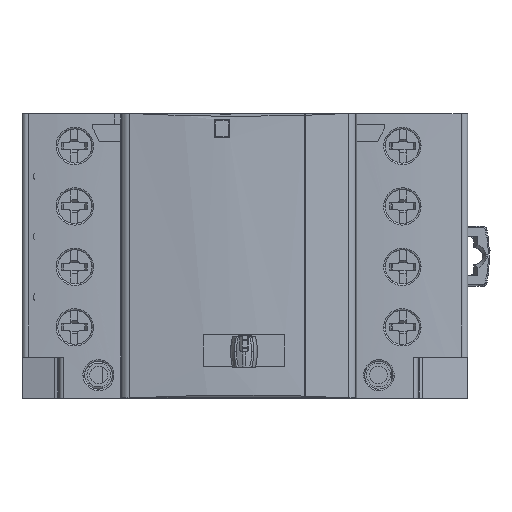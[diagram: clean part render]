
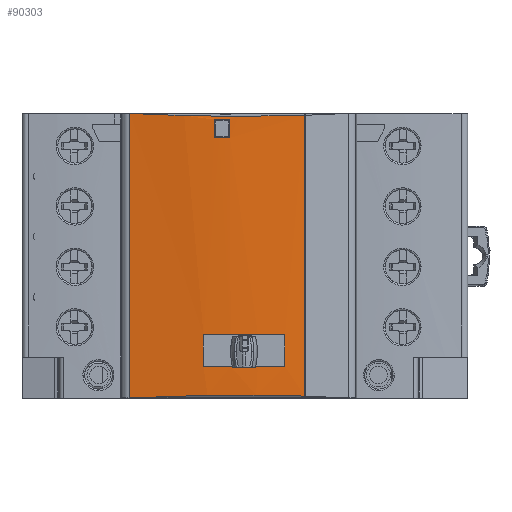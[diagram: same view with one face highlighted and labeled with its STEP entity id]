
A CAD part, top view. The second image highlights one B-rep face of the part: STEP entity #90303.
In plain terms, the highlighted cylindrical face has radius 127.562 mm (diameter 255.125 mm), a partial arc.
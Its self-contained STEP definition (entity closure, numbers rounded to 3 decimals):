
#53984=CARTESIAN_POINT('',(32.609,-6.405,
-146.634));
#53985=DIRECTION('',(0.,1.,0.));
#53986=DIRECTION('',(0.162,0.,0.987));
#53987=AXIS2_PLACEMENT_3D('',#53984,#53985,#53986);
#54101=CARTESIAN_POINT('',(20.063,-6.061,
-19.69));
#54102=CARTESIAN_POINT('',(21.452,-6.016,
-19.553));
#54103=CARTESIAN_POINT('',(24.234,-5.942,
-19.324));
#54104=CARTESIAN_POINT('',(28.42,-5.875,
-19.118));
#54105=CARTESIAN_POINT('',(31.212,-5.86,
-19.072));
#54106=CARTESIAN_POINT('',(32.609,-5.86,
-19.072));
#54108=CARTESIAN_POINT('',(32.609,-5.86,
-19.072));
#54109=CARTESIAN_POINT('',(34.913,-5.86,
-19.072));
#54110=CARTESIAN_POINT('',(39.514,-5.901,
-19.196));
#54111=CARTESIAN_POINT('',(46.402,-6.083,
-19.757));
#54112=CARTESIAN_POINT('',(50.958,-6.284,
-20.377));
#54113=CARTESIAN_POINT('',(53.229,-6.405,
-20.749));
#54160=CARTESIAN_POINT('',(53.229,47.695,
-20.749));
#54161=CARTESIAN_POINT('',(50.491,47.549,
-20.301));
#54162=CARTESIAN_POINT('',(44.997,47.316,
-19.584));
#54163=CARTESIAN_POINT('',(36.687,47.141,
-19.046));
#54164=CARTESIAN_POINT('',(28.358,47.143,
-19.052));
#54165=CARTESIAN_POINT('',(22.826,47.262,
-19.417));
#54166=CARTESIAN_POINT('',(20.063,47.351,
-19.69));
#54268=CARTESIAN_POINT('',(32.609,47.695,
-146.634));
#54269=DIRECTION('',(0.,-1.,0.));
#54270=DIRECTION('',(0.163,0.,0.987));
#54271=AXIS2_PLACEMENT_3D('',#54268,#54269,#54270);
#61868=DIRECTION('',(0.,1.,0.));
#61869=VECTOR('',#61868,54.1);
#61870=CARTESIAN_POINT('',(53.435,-6.405,
-20.783));
#61871=LINE('',#61870,#61869);
#61876=DIRECTION('',(0.,1.,0.));
#61877=VECTOR('',#61876,53.412);
#61878=CARTESIAN_POINT('',(20.063,-6.061,
-19.69));
#61879=LINE('',#61878,#61877);
#61880=DIRECTION('',(0.,1.,0.));
#61881=VECTOR('',#61880,3.5);
#61882=CARTESIAN_POINT('',(37.26,-5.255,
-19.156));
#61883=LINE('',#61882,#61881);
#61884=DIRECTION('',(0.,-1.,0.));
#61885=VECTOR('',#61884,3.5);
#61886=CARTESIAN_POINT('',(34.249,-1.755,
-19.082));
#61887=LINE('',#61886,#61885);
#61888=DIRECTION('',(0.,-1.,0.));
#61889=VECTOR('',#61888,6.);
#61890=CARTESIAN_POINT('',(39.282,41.695,
-19.246));
#61891=LINE('',#61890,#61889);
#61892=CARTESIAN_POINT('',(32.609,41.695,
-146.634));
#61893=DIRECTION('',(0.,-1.,0.));
#61894=DIRECTION('',(0.052,0.,0.999));
#61895=AXIS2_PLACEMENT_3D('',#61892,#61893,#61894);
#61897=DIRECTION('',(0.,-1.,0.));
#61898=VECTOR('',#61897,6.);
#61899=CARTESIAN_POINT('',(23.782,41.695,
-19.377));
#61900=LINE('',#61899,#61898);
#61901=CARTESIAN_POINT('',(32.609,35.695,
-146.634));
#61902=DIRECTION('',(0.,-1.,0.));
#61903=DIRECTION('',(0.052,0.,0.999));
#61904=AXIS2_PLACEMENT_3D('',#61901,#61902,#61903);
#61932=CARTESIAN_POINT('',(32.609,-5.255,
-146.634));
#61933=DIRECTION('',(0.,-1.,0.));
#61934=DIRECTION('',(0.036,0.,0.999));
#61935=AXIS2_PLACEMENT_3D('',#61932,#61933,#61934);
#61949=CARTESIAN_POINT('',(32.609,-1.755,
-146.634));
#61950=DIRECTION('',(0.,1.,0.));
#61951=DIRECTION('',(0.013,0.,1.));
#61952=AXIS2_PLACEMENT_3D('',#61949,#61950,#61951);
#67872=CARTESIAN_POINT('',(53.229,47.695,
-20.749));
#67874=VERTEX_POINT('',#67872);
#67913=CARTESIAN_POINT('',(53.435,47.695,
-20.783));
#67914=VERTEX_POINT('',#67913);
#67915=VERTEX_POINT('',#54166);
#67944=CARTESIAN_POINT('',(20.063,-6.061,
-19.69));
#67945=VERTEX_POINT('',#67944);
#67946=VERTEX_POINT('',#54108);
#67947=VERTEX_POINT('',#54113);
#67948=CARTESIAN_POINT('',(53.435,-6.405,
-20.783));
#67949=VERTEX_POINT('',#67948);
#68046=CARTESIAN_POINT('',(37.26,-5.255,
-19.156));
#68047=CARTESIAN_POINT('',(34.249,-5.255,
-19.082));
#68048=VERTEX_POINT('',#68046);
#68049=VERTEX_POINT('',#68047);
#68050=CARTESIAN_POINT('',(37.26,-1.755,
-19.156));
#68051=VERTEX_POINT('',#68050);
#68052=CARTESIAN_POINT('',(34.249,-1.755,
-19.082));
#68053=VERTEX_POINT('',#68052);
#70440=CARTESIAN_POINT('',(39.282,41.695,
-19.246));
#70441=CARTESIAN_POINT('',(39.282,35.695,
-19.246));
#70442=VERTEX_POINT('',#70440);
#70443=VERTEX_POINT('',#70441);
#70444=CARTESIAN_POINT('',(23.782,35.695,
-19.377));
#70445=VERTEX_POINT('',#70444);
#70446=CARTESIAN_POINT('',(23.782,41.695,
-19.377));
#70447=VERTEX_POINT('',#70446);
#90268=CARTESIAN_POINT('',(32.609,47.745,
-146.634));
#90269=DIRECTION('',(0.,-1.,0.));
#90270=DIRECTION('',(0.,0.,-1.));
#90271=AXIS2_PLACEMENT_3D('',#90268,#90269,#90270);
#90272=CYLINDRICAL_SURFACE('',#90271,127.563);
#90273=ORIENTED_EDGE('',*,*,#72737,.F.);
#90274=ORIENTED_EDGE('',*,*,#72811,.F.);
#90275=ORIENTED_EDGE('',*,*,#90261,.F.);
#90276=ORIENTED_EDGE('',*,*,#72580,.F.);
#90277=ORIENTED_EDGE('',*,*,#72664,.F.);
#90278=ORIENTED_EDGE('',*,*,#72662,.F.);
#90280=ORIENTED_EDGE('',*,*,#90279,.T.);
#90281=EDGE_LOOP('',(#90273,#90274,#90275,#90276,#90277,#90278,#90280));
#90282=FACE_OUTER_BOUND('',#90281,.F.);
#90284=ORIENTED_EDGE('',*,*,#90283,.F.);
#90286=ORIENTED_EDGE('',*,*,#90285,.T.);
#90288=ORIENTED_EDGE('',*,*,#90287,.F.);
#90290=ORIENTED_EDGE('',*,*,#90289,.T.);
#90291=EDGE_LOOP('',(#90284,#90286,#90288,#90290));
#90292=FACE_BOUND('',#90291,.F.);
#90294=ORIENTED_EDGE('',*,*,#90293,.F.);
#90296=ORIENTED_EDGE('',*,*,#90295,.T.);
#90298=ORIENTED_EDGE('',*,*,#90297,.T.);
#90300=ORIENTED_EDGE('',*,*,#90299,.F.);
#90301=EDGE_LOOP('',(#90294,#90296,#90298,#90300));
#90302=FACE_BOUND('',#90301,.F.);
#90303=ADVANCED_FACE('',(#90282,#90292,#90302),#90272,.T.);
#53988=CIRCLE('',#53987,127.563);
#54107=B_SPLINE_CURVE_WITH_KNOTS('',3,(#54101,#54102,#54103,#54104,#54105,
#54106),.UNSPECIFIED.,.F.,.F.,(4,1,1,4),(0.,0.333,
0.667,1.),.UNSPECIFIED.);
#54114=B_SPLINE_CURVE_WITH_KNOTS('',3,(#54108,#54109,#54110,#54111,#54112,
#54113),.UNSPECIFIED.,.F.,.F.,(4,1,1,4),(0.,0.333,
0.667,1.),.UNSPECIFIED.);
#54167=B_SPLINE_CURVE_WITH_KNOTS('',3,(#54160,#54161,#54162,#54163,#54164,
#54165,#54166),.UNSPECIFIED.,.F.,.F.,(4,1,1,1,4),(0.,0.25,0.5,0.75,
1.),.UNSPECIFIED.);
#54272=CIRCLE('',#54271,127.563);
#61896=CIRCLE('',#61895,127.563);
#61905=CIRCLE('',#61904,127.563);
#61936=CIRCLE('',#61935,127.563);
#61953=CIRCLE('',#61952,127.563);
#72580=EDGE_CURVE('',#67947,#67949,#53988,.T.);
#72662=EDGE_CURVE('',#67945,#67946,#54107,.T.);
#72664=EDGE_CURVE('',#67946,#67947,#54114,.T.);
#72737=EDGE_CURVE('',#67874,#67915,#54167,.T.);
#72811=EDGE_CURVE('',#67914,#67874,#54272,.T.);
#90261=EDGE_CURVE('',#67949,#67914,#61871,.T.);
#90279=EDGE_CURVE('',#67945,#67915,#61879,.T.);
#90283=EDGE_CURVE('',#68048,#68049,#61936,.T.);
#90285=EDGE_CURVE('',#68048,#68051,#61883,.T.);
#90287=EDGE_CURVE('',#68053,#68051,#61953,.T.);
#90289=EDGE_CURVE('',#68053,#68049,#61887,.T.);
#90293=EDGE_CURVE('',#70442,#70443,#61891,.T.);
#90295=EDGE_CURVE('',#70442,#70447,#61896,.T.);
#90297=EDGE_CURVE('',#70447,#70445,#61900,.T.);
#90299=EDGE_CURVE('',#70443,#70445,#61905,.T.);
